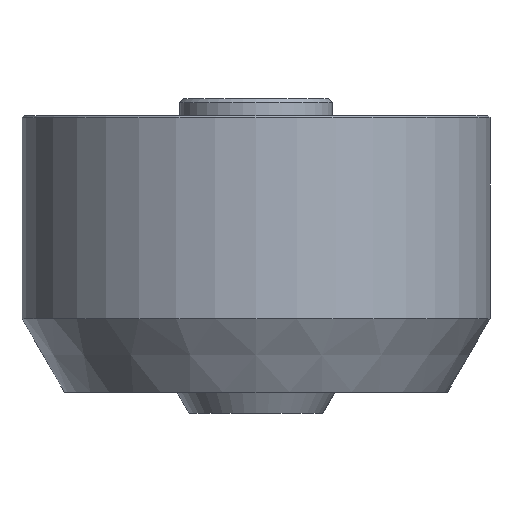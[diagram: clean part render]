
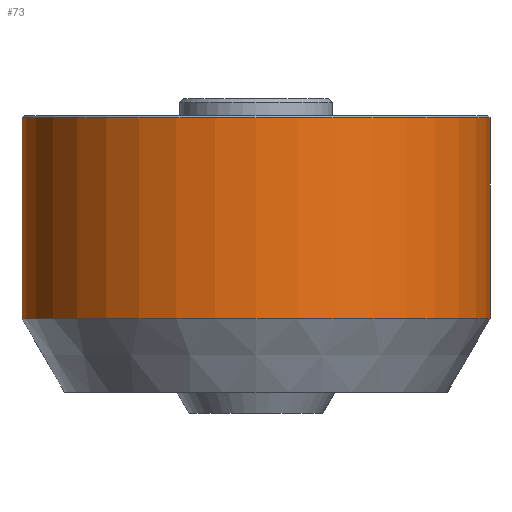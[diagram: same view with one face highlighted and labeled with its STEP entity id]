
A CAD part, front view. The second image highlights one B-rep face of the part: STEP entity #73.
In plain terms, the highlighted cylindrical face has radius 55 mm (diameter 110 mm), a full revolution.
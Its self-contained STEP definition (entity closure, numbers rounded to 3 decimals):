
#37=CYLINDRICAL_SURFACE('',#220,55.);
#55=FACE_BOUND('',#99,.T.);
#56=FACE_BOUND('',#100,.T.);
#73=ADVANCED_FACE('',(#55,#56),#37,.T.);
#99=EDGE_LOOP('',(#123));
#100=EDGE_LOOP('',(#124));
#123=ORIENTED_EDGE('',*,*,#153,.T.);
#124=ORIENTED_EDGE('',*,*,#154,.T.);
#141=VERTEX_POINT('',#317);
#142=VERTEX_POINT('',#319);
#153=EDGE_CURVE('',#141,#141,#165,.T.);
#154=EDGE_CURVE('',#142,#142,#166,.T.);
#165=CIRCLE('',#218,55.);
#166=CIRCLE('',#219,55.);
#218=AXIS2_PLACEMENT_3D('',#316,#267,#268);
#219=AXIS2_PLACEMENT_3D('',#318,#269,#270);
#220=AXIS2_PLACEMENT_3D('',#320,#271,#272);
#267=DIRECTION('',(0.,0.,-1.));
#268=DIRECTION('',(-1.,0.,0.));
#269=DIRECTION('',(0.,0.,1.));
#270=DIRECTION('',(1.,0.,0.));
#271=DIRECTION('',(0.,0.,-1.));
#272=DIRECTION('',(1.,0.,0.));
#316=CARTESIAN_POINT('',(0.,0.,9.5));
#317=CARTESIAN_POINT('',(-55.,0.,9.5));
#318=CARTESIAN_POINT('',(0.,0.,-37.7));
#319=CARTESIAN_POINT('',(55.,0.,-37.7));
#320=CARTESIAN_POINT('',(0.,0.,10.));
